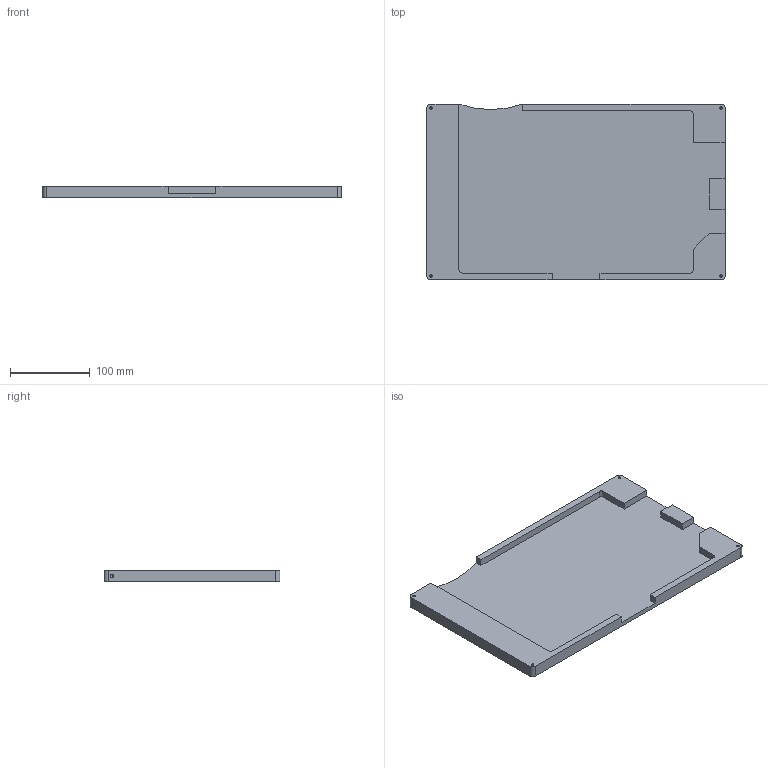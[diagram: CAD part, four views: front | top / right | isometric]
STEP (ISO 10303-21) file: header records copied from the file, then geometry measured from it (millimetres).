
FILE_DESCRIPTION((''),'2;1');
FILE_NAME('ROB-CEVE-P27','2021-05-06T11:06:18',('kevin'),(''),'CREO PARAMETRIC BY PTC INC, 2016390','CREO PARAMETRIC BY PTC INC, 2016390','');
FILE_SCHEMA(('CONFIG_CONTROL_DESIGN'));
Length unit declared in the file: millimetre
Products named in the file (1): ROB-CEVE-P27
Bounding box: 373 x 220 x 15 mm (x, y, z)
Volume: 646445.3 mm3; surface area: 188224.5 mm2
Topology: 1 solids, 7 shells, 76 faces, 202 edges, 128 vertices
Faces by surface type: plane 32, cylinder 32, cone 12
Entity records: 2331 total; most frequent: DIRECTION 420, CARTESIAN_POINT 395, ORIENTED_EDGE 356, EDGE_CURVE 190, AXIS2_PLACEMENT_3D 153, VERTEX_POINT 128, VECTOR 114, LINE 114
